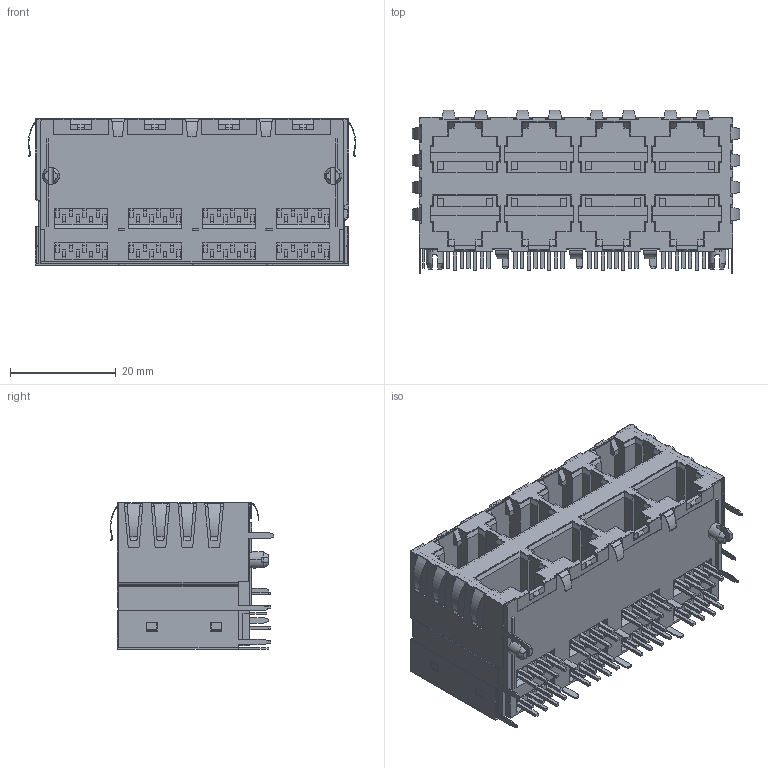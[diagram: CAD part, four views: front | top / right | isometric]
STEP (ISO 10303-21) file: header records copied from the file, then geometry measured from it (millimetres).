
FILE_DESCRIPTION((''),'2;1');
FILE_NAME('445200001','2015-08-21T',('me'),(''),'PRO/ENGINEER BY PARAMETRIC TECHNOLOGY CORPORATION, 2012230','PRO/ENGINEER BY PARAMETRIC TECHNOLOGY CORPORATION, 2012230','');
FILE_SCHEMA(('CONFIG_CONTROL_DESIGN'));
Length unit declared in the file: inch
Products named in the file (1): 445200001
Bounding box: 61.82 x 30.86 x 27.69 mm (x, y, z)
Volume: 30274.9 mm3; surface area: 21601 mm2
Topology: 1 solids, 1 shells, 1865 faces, 5336 edges, 3462 vertices
Faces by surface type: plane 1646, cylinder 131, bspline 76, cone 12
Entity records: 60764 total; most frequent: CARTESIAN_POINT 12836, ORIENTED_EDGE 10292, DIRECTION 8978, EDGE_CURVE 5146, VECTOR 4764, LINE 4764, VERTEX_POINT 3254, AXIS2_PLACEMENT_3D 2107
